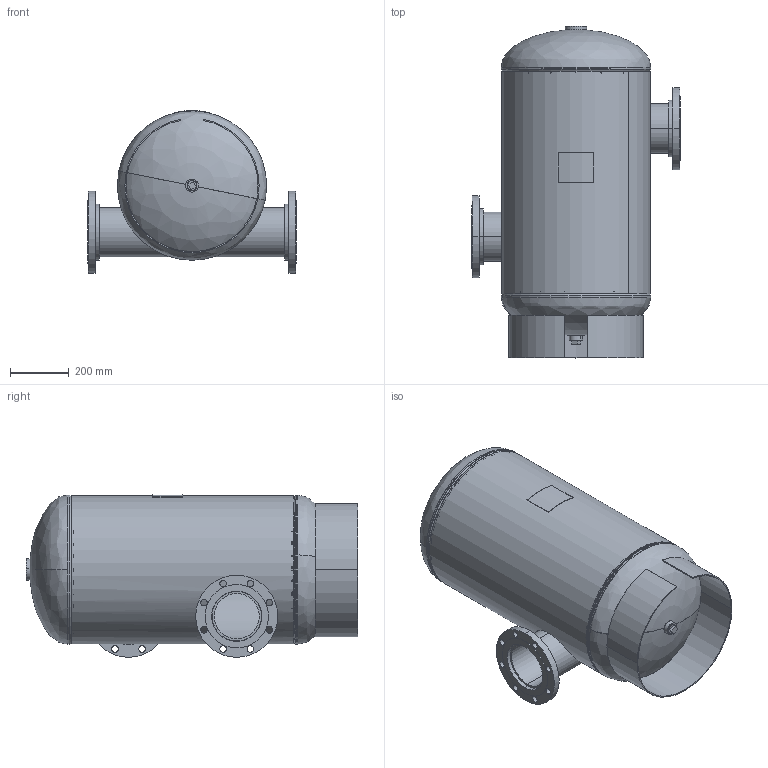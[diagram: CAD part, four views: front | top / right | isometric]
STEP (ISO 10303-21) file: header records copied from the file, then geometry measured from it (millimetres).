
FILE_DESCRIPTION (( 'STEP AP203' ), '1' );
FILE_NAME ('SPA-6.STEP', '2021-03-17T18:46:35', ( '' ), ( '' ), 'SwSTEP 2.0', 'SolidWorks 2021', '' );
FILE_SCHEMA (( 'CONFIG_CONTROL_DESIGN' ));
Length unit declared in the file: inch
Products named in the file (12): 9500050; 72Q0667; 99A0087; PLUGS_9500150; SPA-6; 9500080; SORF FLANGES ASME B16.5_6 150# SA-105; 9200120; 9301110_11.75; 9600830_20" VERT; 05006001
Assembly tree (12 placements, depth 3):
  SPA-6
    05006001
    9200120
    9200120
    9500050
    9500080
    PLUGS_9500150
    99A0087  x2
      9301110_11.75
      SORF FLANGES ASME B16.5_6 150# SA-105
    72Q0667
    9600830_20" VERT
Bounding box: 711.2 x 1129.97 x 553.48 mm (x, y, z)
Volume: 10417024.7 mm3; surface area: 4890921 mm2
Topology: 12 solids, 12 shells, 195 faces, 450 edges, 284 vertices
Faces by surface type: cylinder 100, plane 39, cone 24, bspline 16, torus 16
Full cylindrical faces by diameter (mm): 499.821 x1, 506.171 x1
Entity records: 12505 total; most frequent: CARTESIAN_POINT 7426, DIRECTION 864, ORIENTED_EDGE 732, AXIS2_PLACEMENT_3D 369, EDGE_CURVE 366, VERTEX_POINT 228, CIRCLE 208, EDGE_LOOP 196
